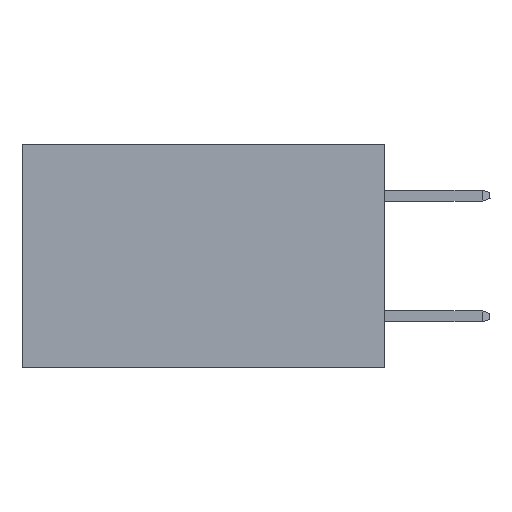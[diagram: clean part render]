
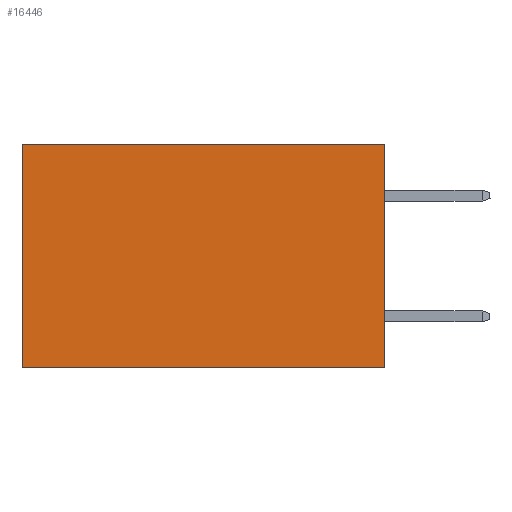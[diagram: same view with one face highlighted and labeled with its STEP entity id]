
A CAD part, left-side view. The second image highlights one B-rep face of the part: STEP entity #16446.
In plain terms, the highlighted planar face has unit normal (-1, 0, 0).
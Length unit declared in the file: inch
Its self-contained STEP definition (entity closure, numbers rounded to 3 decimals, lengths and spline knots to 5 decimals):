
#4 = DIRECTION ( 'NONE',  ( 1., 0., 0. ) ) ;
#212 = VECTOR ( 'NONE', #6887, 39.37008 ) ;
#1259 = LINE ( 'NONE', #2899, #4439 ) ;
#1494 = CARTESIAN_POINT ( 'NONE',  ( 0.298, 0.6, 0. ) ) ;
#2255 = ORIENTED_EDGE ( 'NONE', *, *, #7287, .T. ) ;
#2409 = VECTOR ( 'NONE', #4973, 39.37008 ) ;
#2810 = CARTESIAN_POINT ( 'NONE',  ( 0.298, 0., 0. ) ) ;
#2899 = CARTESIAN_POINT ( 'NONE',  ( 0.298, 0.6, 0. ) ) ;
#3004 = CARTESIAN_POINT ( 'NONE',  ( 0.298, 0., 0. ) ) ;
#3162 = ORIENTED_EDGE ( 'NONE', *, *, #17034, .F. ) ;
#3909 = CARTESIAN_POINT ( 'NONE',  ( 0.298, 0., 0. ) ) ;
#4439 = VECTOR ( 'NONE', #7005, 39.37008 ) ;
#4973 = DIRECTION ( 'NONE',  ( 0., 1., 0. ) ) ;
#6492 = VERTEX_POINT ( 'NONE', #12263 ) ;
#6629 = ORIENTED_EDGE ( 'NONE', *, *, #7480, .T. ) ;
#6887 = DIRECTION ( 'NONE',  ( 0., 1., 0. ) ) ;
#7005 = DIRECTION ( 'NONE',  ( 0., 0., -1. ) ) ;
#7287 = EDGE_CURVE ( 'NONE', #10473, #7710, #15689, .T. ) ;
#7449 = ORIENTED_EDGE ( 'NONE', *, *, #12762, .F. ) ;
#7480 = EDGE_CURVE ( 'NONE', #7710, #6492, #1259, .T. ) ;
#7710 = VERTEX_POINT ( 'NONE', #1494 ) ;
#8158 = VECTOR ( 'NONE', #11415, 39.37008 ) ;
#9496 = PLANE ( 'NONE',  #13804 ) ;
#10473 = VERTEX_POINT ( 'NONE', #3004 ) ;
#10554 = FACE_OUTER_BOUND ( 'NONE', #12516, .T. ) ;
#10836 = DIRECTION ( 'NONE',  ( 0., 0., -1. ) ) ;
#11415 = DIRECTION ( 'NONE',  ( 0., 0., -1. ) ) ;
#12263 = CARTESIAN_POINT ( 'NONE',  ( 0.298, 0.6, -0.37 ) ) ;
#12395 = LINE ( 'NONE', #13348, #2409 ) ;
#12516 = EDGE_LOOP ( 'NONE', ( #6629, #7449, #3162, #2255 ) ) ;
#12712 = VERTEX_POINT ( 'NONE', #15735 ) ;
#12762 = EDGE_CURVE ( 'NONE', #12712, #6492, #12395, .T. ) ;
#13348 = CARTESIAN_POINT ( 'NONE',  ( 0.298, 0., -0.37 ) ) ;
#13804 = AXIS2_PLACEMENT_3D ( 'NONE', #2810, #4, #10836 ) ;
#15637 = LINE ( 'NONE', #16770, #8158 ) ;
#15689 = LINE ( 'NONE', #3909, #212 ) ;
#15735 = CARTESIAN_POINT ( 'NONE',  ( 0.298, 0., -0.37 ) ) ;
#16446 = ADVANCED_FACE ( 'NONE', ( #10554 ), #9496, .F. ) ;
#16770 = CARTESIAN_POINT ( 'NONE',  ( 0.298, 0., 0. ) ) ;
#17034 = EDGE_CURVE ( 'NONE', #10473, #12712, #15637, .T. ) ;
